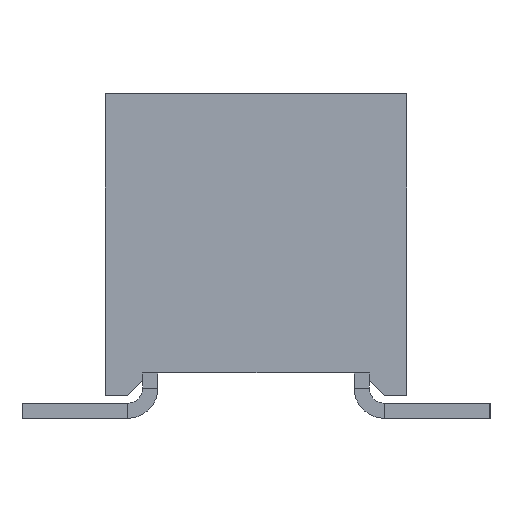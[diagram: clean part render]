
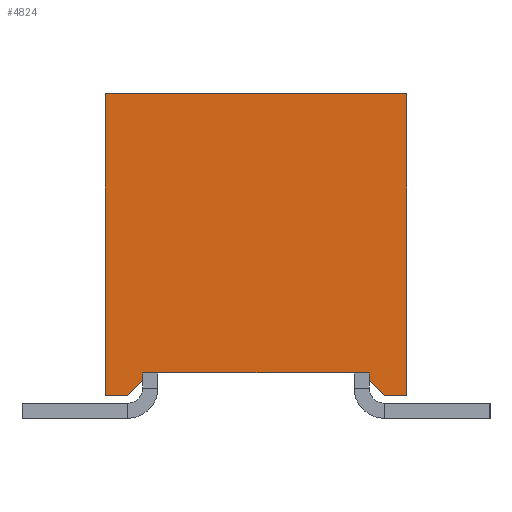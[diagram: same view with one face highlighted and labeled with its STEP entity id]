
A CAD part, left-side view. The second image highlights one B-rep face of the part: STEP entity #4824.
In plain terms, the highlighted planar face has unit normal (-1, 0, 0).
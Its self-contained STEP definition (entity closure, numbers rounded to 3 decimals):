
#20 = EDGE_CURVE ( 'NONE', #6192, #4978, #26025, .T. ) ;
#1581 = ORIENTED_EDGE ( 'NONE', *, *, #29294, .T. ) ;
#1598 = EDGE_CURVE ( 'NONE', #11200, #38095, #34981, .T. ) ;
#1902 = CARTESIAN_POINT ( 'NONE',  ( -2.25, 1.5, 0.2 ) ) ;
#2222 = DIRECTION ( 'NONE',  ( 0., -0.707, -0.707 ) ) ;
#3148 = CARTESIAN_POINT ( 'NONE',  ( -2.25, 2., 4. ) ) ;
#3594 = DIRECTION ( 'NONE',  ( 0., -1., 0. ) ) ;
#4469 = VECTOR ( 'NONE', #28528, 1000. ) ;
#4508 = VERTEX_POINT ( 'NONE', #25823 ) ;
#4676 = CARTESIAN_POINT ( 'NONE',  ( -2.25, -1.5, 0.2 ) ) ;
#4824 = ADVANCED_FACE ( 'NONE', ( #19731 ), #10370, .F. ) ;
#4978 = VERTEX_POINT ( 'NONE', #9513 ) ;
#5603 = ORIENTED_EDGE ( 'NONE', *, *, #30131, .F. ) ;
#6192 = VERTEX_POINT ( 'NONE', #4676 ) ;
#7178 = AXIS2_PLACEMENT_3D ( 'NONE', #34768, #22263, #34180 ) ;
#7201 = EDGE_CURVE ( 'NONE', #11200, #29267, #24768, .T. ) ;
#7220 = DIRECTION ( 'NONE',  ( 0., -1., 0. ) ) ;
#7253 = ORIENTED_EDGE ( 'NONE', *, *, #21652, .T. ) ;
#8282 = CARTESIAN_POINT ( 'NONE',  ( -2.25, -1.5, 0.2 ) ) ;
#8879 = CARTESIAN_POINT ( 'NONE',  ( -2.25, -2., 4. ) ) ;
#9513 = CARTESIAN_POINT ( 'NONE',  ( -2.25, -1.7, 0. ) ) ;
#10370 = PLANE ( 'NONE',  #7178 ) ;
#10843 = VECTOR ( 'NONE', #3594, 1000. ) ;
#11200 = VERTEX_POINT ( 'NONE', #3148 ) ;
#11439 = ORIENTED_EDGE ( 'NONE', *, *, #20, .T. ) ;
#11564 = ORIENTED_EDGE ( 'NONE', *, *, #1598, .T. ) ;
#12138 = CARTESIAN_POINT ( 'NONE',  ( -2.25, -1.5, 4. ) ) ;
#12291 = ORIENTED_EDGE ( 'NONE', *, *, #38045, .T. ) ;
#12800 = VERTEX_POINT ( 'NONE', #21064 ) ;
#13832 = EDGE_LOOP ( 'NONE', ( #1581, #18237, #12291, #7253, #27527, #11439, #16279, #5603, #27001, #11564 ) ) ;
#13852 = VECTOR ( 'NONE', #22774, 1000. ) ;
#14410 = CARTESIAN_POINT ( 'NONE',  ( -2.25, 2., 0. ) ) ;
#14720 = DIRECTION ( 'NONE',  ( 0., 0., -1. ) ) ;
#15112 = LINE ( 'NONE', #8879, #23595 ) ;
#15265 = CARTESIAN_POINT ( 'NONE',  ( -2.25, 1.5, 0.2 ) ) ;
#15464 = LINE ( 'NONE', #27356, #24268 ) ;
#16279 = ORIENTED_EDGE ( 'NONE', *, *, #34637, .T. ) ;
#16456 = CARTESIAN_POINT ( 'NONE',  ( -2.25, -2., 0. ) ) ;
#16646 = CARTESIAN_POINT ( 'NONE',  ( -2.25, -1.5, 0.3 ) ) ;
#16696 = VECTOR ( 'NONE', #22093, 1000. ) ;
#17082 = EDGE_CURVE ( 'NONE', #4508, #27600, #31963, .T. ) ;
#17762 = CARTESIAN_POINT ( 'NONE',  ( -2.25, 1.5, 0.3 ) ) ;
#18237 = ORIENTED_EDGE ( 'NONE', *, *, #17082, .T. ) ;
#19507 = VECTOR ( 'NONE', #37443, 1000. ) ;
#19731 = FACE_OUTER_BOUND ( 'NONE', #13832, .T. ) ;
#21064 = CARTESIAN_POINT ( 'NONE',  ( -2.25, -2., 0. ) ) ;
#21508 = VECTOR ( 'NONE', #7220, 1000. ) ;
#21652 = EDGE_CURVE ( 'NONE', #25094, #29179, #27977, .T. ) ;
#22093 = DIRECTION ( 'NONE',  ( 0., -1., 0. ) ) ;
#22263 = DIRECTION ( 'NONE',  ( 1., 0., 0. ) ) ;
#22774 = DIRECTION ( 'NONE',  ( 0., -0.707, 0.707 ) ) ;
#23477 = DIRECTION ( 'NONE',  ( 0., -1., 0. ) ) ;
#23595 = VECTOR ( 'NONE', #14720, 1000. ) ;
#24214 = DIRECTION ( 'NONE',  ( 0., 0., -1. ) ) ;
#24268 = VECTOR ( 'NONE', #23477, 1000. ) ;
#24593 = LINE ( 'NONE', #12138, #26736 ) ;
#24768 = LINE ( 'NONE', #30648, #21508 ) ;
#25094 = VERTEX_POINT ( 'NONE', #17762 ) ;
#25823 = CARTESIAN_POINT ( 'NONE',  ( -2.25, 1.7, 0. ) ) ;
#25988 = CARTESIAN_POINT ( 'NONE',  ( -2.25, 2., 4. ) ) ;
#26025 = LINE ( 'NONE', #8282, #31281 ) ;
#26736 = VECTOR ( 'NONE', #24214, 1000. ) ;
#27001 = ORIENTED_EDGE ( 'NONE', *, *, #7201, .F. ) ;
#27356 = CARTESIAN_POINT ( 'NONE',  ( -2.25, -2., 0. ) ) ;
#27527 = ORIENTED_EDGE ( 'NONE', *, *, #30618, .T. ) ;
#27600 = VERTEX_POINT ( 'NONE', #15265 ) ;
#27977 = LINE ( 'NONE', #36775, #10843 ) ;
#28157 = CARTESIAN_POINT ( 'NONE',  ( -2.25, -2., 4. ) ) ;
#28528 = DIRECTION ( 'NONE',  ( 0., 0., -1. ) ) ;
#29050 = CARTESIAN_POINT ( 'NONE',  ( -2.25, 1.5, 4. ) ) ;
#29179 = VERTEX_POINT ( 'NONE', #16646 ) ;
#29267 = VERTEX_POINT ( 'NONE', #28157 ) ;
#29294 = EDGE_CURVE ( 'NONE', #38095, #4508, #36944, .T. ) ;
#30131 = EDGE_CURVE ( 'NONE', #29267, #12800, #15112, .T. ) ;
#30618 = EDGE_CURVE ( 'NONE', #29179, #6192, #24593, .T. ) ;
#30648 = CARTESIAN_POINT ( 'NONE',  ( -2.25, -2., 4. ) ) ;
#31281 = VECTOR ( 'NONE', #2222, 1000. ) ;
#31963 = LINE ( 'NONE', #1902, #13852 ) ;
#34180 = DIRECTION ( 'NONE',  ( 0., 0., -1. ) ) ;
#34637 = EDGE_CURVE ( 'NONE', #4978, #12800, #15464, .T. ) ;
#34768 = CARTESIAN_POINT ( 'NONE',  ( -2.25, -2., 4. ) ) ;
#34981 = LINE ( 'NONE', #25988, #4469 ) ;
#35293 = LINE ( 'NONE', #29050, #19507 ) ;
#36775 = CARTESIAN_POINT ( 'NONE',  ( -2.25, -2., 0.3 ) ) ;
#36944 = LINE ( 'NONE', #16456, #16696 ) ;
#37443 = DIRECTION ( 'NONE',  ( 0., 0., 1. ) ) ;
#38045 = EDGE_CURVE ( 'NONE', #27600, #25094, #35293, .T. ) ;
#38095 = VERTEX_POINT ( 'NONE', #14410 ) ;
